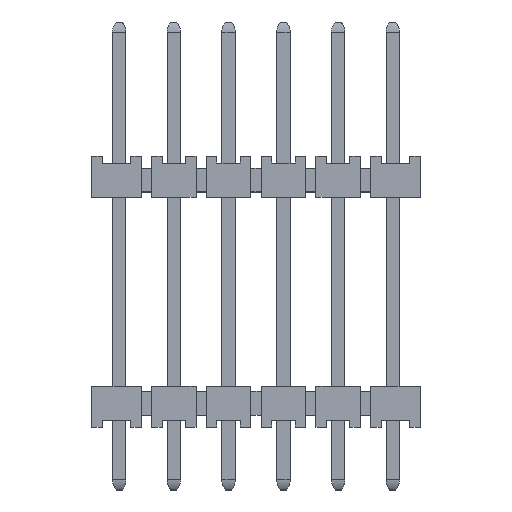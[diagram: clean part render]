
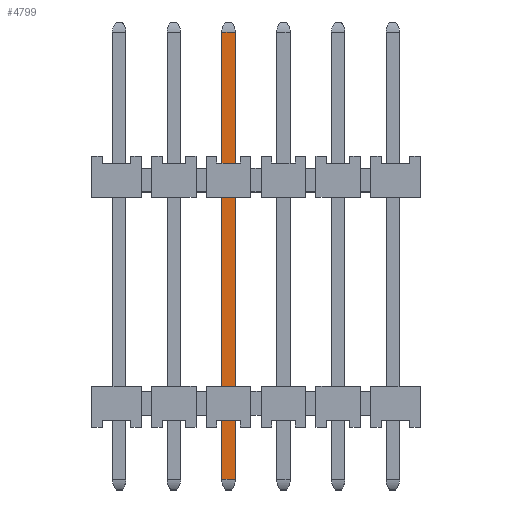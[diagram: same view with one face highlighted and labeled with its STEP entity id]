
A CAD part, top view. The second image highlights one B-rep face of the part: STEP entity #4799.
In plain terms, the highlighted planar face has unit normal (0, 0, 1).
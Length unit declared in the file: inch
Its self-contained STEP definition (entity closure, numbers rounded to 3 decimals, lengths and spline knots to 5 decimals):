
#4694 = EDGE_CURVE ( 'NONE', #4782, #4746, #9437, .T. ) ;
#4695 = ORIENTED_EDGE ( 'NONE', *, *, #4768, .F. ) ;
#4696 = ORIENTED_EDGE ( 'NONE', *, *, #4698, .F. ) ;
#4698 = EDGE_CURVE ( 'NONE', #4785, #4763, #9509, .T. ) ;
#4746 = VERTEX_POINT ( 'NONE', #9374 ) ;
#4763 = VERTEX_POINT ( 'NONE', #9432 ) ;
#4768 = EDGE_CURVE ( 'NONE', #4763, #4746, #9431, .T. ) ;
#4771 = ORIENTED_EDGE ( 'NONE', *, *, #4694, .T. ) ;
#4782 = VERTEX_POINT ( 'NONE', #9521 ) ;
#4784 = EDGE_CURVE ( 'NONE', #4785, #4782, #9520, .T. ) ;
#4785 = VERTEX_POINT ( 'NONE', #9388 ) ;
#4799 = ADVANCED_FACE ( 'NONE', ( #9500 ), #9499, .F. ) ;
#4801 = EDGE_LOOP ( 'NONE', ( #4802, #4771, #4695, #4696 ) ) ;
#4802 = ORIENTED_EDGE ( 'NONE', *, *, #4784, .T. ) ;
#9374 = CARTESIAN_POINT ( 'NONE',  ( 0.00985, -0.437, 0.00985 ) ) ;
#9388 = CARTESIAN_POINT ( 'NONE',  ( -0.00985, 0.206, 0.00985 ) ) ;
#9389 = DIRECTION ( 'NONE',  ( 0., -1., 0. ) ) ;
#9390 = VECTOR ( 'NONE', #9389, 39.37008 ) ;
#9428 = DIRECTION ( 'NONE',  ( 0., -1., 0. ) ) ;
#9429 = VECTOR ( 'NONE', #9428, 39.37008 ) ;
#9430 = CARTESIAN_POINT ( 'NONE',  ( 0.00985, 0.221, 0.00985 ) ) ;
#9431 = LINE ( 'NONE', #9430, #9429 ) ;
#9432 = CARTESIAN_POINT ( 'NONE',  ( 0.00985, 0.206, 0.00985 ) ) ;
#9436 = CARTESIAN_POINT ( 'NONE',  ( -0.00985, -0.437, 0.00985 ) ) ;
#9437 = LINE ( 'NONE', #9436, #9558 ) ;
#9495 = DIRECTION ( 'NONE',  ( -1., 0., 0. ) ) ;
#9496 = DIRECTION ( 'NONE',  ( 0., 0., -1. ) ) ;
#9497 = CARTESIAN_POINT ( 'NONE',  ( -0.00985, -0.452, 0.00985 ) ) ;
#9498 = AXIS2_PLACEMENT_3D ( 'NONE', #9497, #9496, #9495 ) ;
#9499 = PLANE ( 'NONE',  #9498 ) ;
#9500 = FACE_OUTER_BOUND ( 'NONE', #4801, .T. ) ;
#9506 = DIRECTION ( 'NONE',  ( 1., 0., 0. ) ) ;
#9507 = VECTOR ( 'NONE', #9506, 39.37008 ) ;
#9508 = CARTESIAN_POINT ( 'NONE',  ( -0.00985, 0.206, 0.00985 ) ) ;
#9509 = LINE ( 'NONE', #9508, #9507 ) ;
#9519 = CARTESIAN_POINT ( 'NONE',  ( -0.00985, 0.221, 0.00985 ) ) ;
#9520 = LINE ( 'NONE', #9519, #9390 ) ;
#9521 = CARTESIAN_POINT ( 'NONE',  ( -0.00985, -0.437, 0.00985 ) ) ;
#9557 = DIRECTION ( 'NONE',  ( 1., 0., 0. ) ) ;
#9558 = VECTOR ( 'NONE', #9557, 39.37008 ) ;
